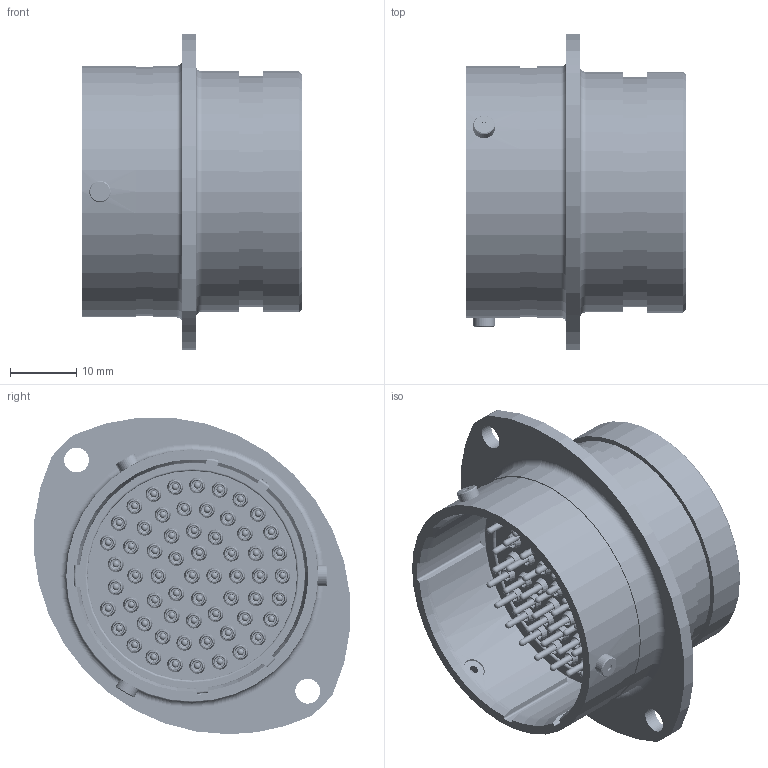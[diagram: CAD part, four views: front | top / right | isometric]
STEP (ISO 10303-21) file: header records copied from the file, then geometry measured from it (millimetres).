
FILE_DESCRIPTION (( 'STEP AP214' ), '1' );
FILE_NAME ('AS024-61PN.STEP', '2020-06-04T11:42:26', ( 'TE Connectivity' ), ( 'TE Connectivity' ), 'SwSTEP 2.0', 'SolidWorks 2016', '' );
FILE_SCHEMA (( 'AUTOMOTIVE_DESIGN' ));
Length unit declared in the file: millimetre
Products named in the file (1): AS024-61PN
Bounding box: 33.31 x 47.72 x 47.79 mm (x, y, z)
Volume: 21511.4 mm3; surface area: 23322.3 mm2
Topology: 72 solids, 72 shells, 3101 faces, 6392 edges, 3630 vertices
Faces by surface type: torus 1364, cylinder 726, cone 630, plane 365, sphere 16
Entity records: 117871 total; most frequent: DIRECTION 17479, CARTESIAN_POINT 13452, ORIENTED_EDGE 12752, AXIS2_PLACEMENT_3D 8043, EDGE_CURVE 6376, CIRCLE 4943, VERTEX_POINT 3624, EDGE_LOOP 3564
